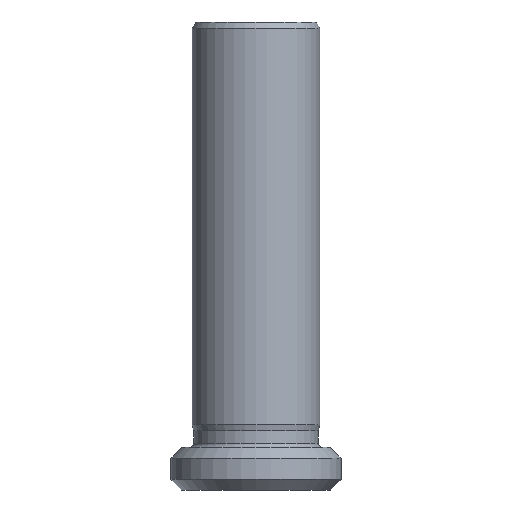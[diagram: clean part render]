
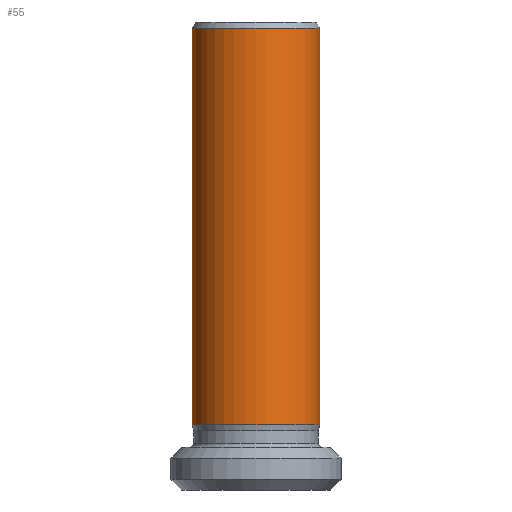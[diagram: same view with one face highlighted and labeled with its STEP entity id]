
A CAD part, front view. The second image highlights one B-rep face of the part: STEP entity #55.
In plain terms, the highlighted cylindrical face has radius 6 mm (diameter 12 mm), a full revolution.
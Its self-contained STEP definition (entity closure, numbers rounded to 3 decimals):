
#39=CYLINDRICAL_SURFACE('',#265,6.);
#55=ADVANCED_FACE('',(#81,#82),#39,.T.);
#81=FACE_BOUND('',#113,.T.);
#82=FACE_BOUND('',#114,.T.);
#113=EDGE_LOOP('',(#145));
#114=EDGE_LOOP('',(#146));
#145=ORIENTED_EDGE('',*,*,#192,.T.);
#146=ORIENTED_EDGE('',*,*,#191,.T.);
#175=VERTEX_POINT('',#386);
#176=VERTEX_POINT('',#389);
#191=EDGE_CURVE('',#175,#175,#207,.T.);
#192=EDGE_CURVE('',#176,#176,#208,.T.);
#207=CIRCLE('',#262,6.);
#208=CIRCLE('',#264,6.);
#262=AXIS2_PLACEMENT_3D('',#385,#320,#321);
#264=AXIS2_PLACEMENT_3D('',#388,#324,#325);
#265=AXIS2_PLACEMENT_3D('',#390,#326,#327);
#320=DIRECTION('',(0.,0.,1.));
#321=DIRECTION('',(1.,0.,0.));
#324=DIRECTION('',(0.,0.,-1.));
#325=DIRECTION('',(-1.,0.,0.));
#326=DIRECTION('',(0.,0.,1.));
#327=DIRECTION('',(-1.,0.,0.));
#385=CARTESIAN_POINT('',(0.,0.,2.127));
#386=CARTESIAN_POINT('',(6.,0.,2.127));
#388=CARTESIAN_POINT('',(0.,0.,39.4));
#389=CARTESIAN_POINT('',(-6.,0.,39.4));
#390=CARTESIAN_POINT('',(0.,0.,40.));
